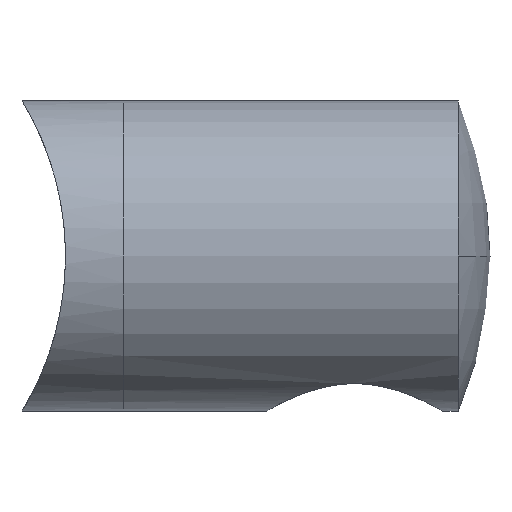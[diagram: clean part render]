
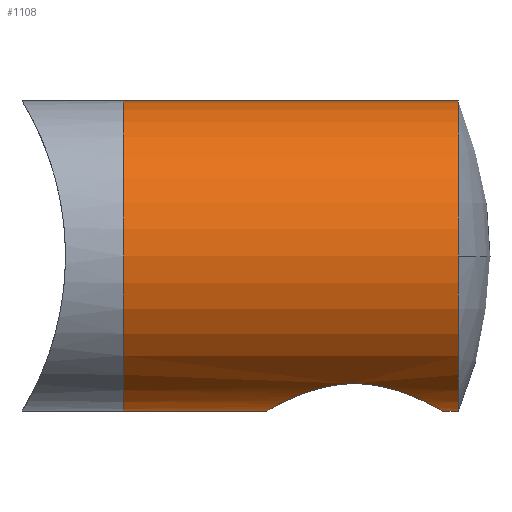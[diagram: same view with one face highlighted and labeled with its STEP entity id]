
A CAD part, front view. The second image highlights one B-rep face of the part: STEP entity #1108.
In plain terms, the highlighted cylindrical face has radius 11 mm (diameter 22 mm), a partial arc.
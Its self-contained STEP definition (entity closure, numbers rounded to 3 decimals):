
#29 = CARTESIAN_POINT ( 'NONE',  ( 20.449, -5.919, -9.274 ) ) ;
#32 = B_SPLINE_CURVE_WITH_KNOTS ( 'NONE', 3,
 ( #2431, #1025, #2525, #1255, #417, #2294, #573, #2286, #1214, #1267, #2092, #365, #2076, #798, #2305, #1654, #585, #1229, #172, #1079, #267, #1951, #29, #1113, #1738, #1969, #484, #2205, #2580, #1533, #2388, #281, #671, #1128, #71, #921, #897, #1556, #708, #1756 ),
 .UNSPECIFIED., .F., .F.,
 ( 4, 2, 2, 2, 2, 2, 2, 2, 2, 2, 2, 2, 2, 2, 2, 2, 2, 2, 2, 4 ),
 ( 0., 0.001, 0.002, 0.004, 0.005, 0.006, 0.006, 0.007, 0.009, 0.01, 0.011, 0.012, 0.013, 0.014, 0.015, 0.016, 0.017, 0.018, 0.019, 0.02 ),
 .UNSPECIFIED. ) ;
#71 = CARTESIAN_POINT ( 'NONE',  ( 24.311, -2.042, -10.811 ) ) ;
#75 = VECTOR ( 'NONE', #1270, 1000. ) ;
#172 = CARTESIAN_POINT ( 'NONE',  ( 17.975, -6.25, -9.052 ) ) ;
#267 = CARTESIAN_POINT ( 'NONE',  ( 19.236, -6.208, -9.082 ) ) ;
#281 = CARTESIAN_POINT ( 'NONE',  ( 23.808, -3.159, -10.542 ) ) ;
#296 = EDGE_CURVE ( 'NONE', #2103, #1992, #1632, .T. ) ;
#365 = CARTESIAN_POINT ( 'NONE',  ( 14.586, -4.955, -9.822 ) ) ;
#417 = CARTESIAN_POINT ( 'NONE',  ( 12.482, -2.052, -10.814 ) ) ;
#451 = CARTESIAN_POINT ( 'NONE',  ( 12.15, 0., -11. ) ) ;
#467 = CARTESIAN_POINT ( 'NONE',  ( 0., 0., -11. ) ) ;
#472 = ORIENTED_EDGE ( 'NONE', *, *, #1647, .F. ) ;
#484 = CARTESIAN_POINT ( 'NONE',  ( 21.724, -5.296, -9.642 ) ) ;
#547 = CARTESIAN_POINT ( 'NONE',  ( 0., 0., -11. ) ) ;
#562 = DIRECTION ( 'NONE',  ( 0., 0., 1. ) ) ;
#573 = CARTESIAN_POINT ( 'NONE',  ( 12.994, -3.162, -10.542 ) ) ;
#585 = CARTESIAN_POINT ( 'NONE',  ( 16.747, -6.042, -9.193 ) ) ;
#667 = CARTESIAN_POINT ( 'NONE',  ( 25.749, -11., 0. ) ) ;
#671 = CARTESIAN_POINT ( 'NONE',  ( 24., -2.805, -10.643 ) ) ;
#708 = CARTESIAN_POINT ( 'NONE',  ( 24.65, -0.423, -11. ) ) ;
#798 = CARTESIAN_POINT ( 'NONE',  ( 15.248, -5.412, -9.58 ) ) ;
#813 = EDGE_CURVE ( 'NONE', #1317, #1055, #2342, .T. ) ;
#824 = VECTOR ( 'NONE', #1683, 1000. ) ;
#891 = CARTESIAN_POINT ( 'NONE',  ( 24.65, 0., -11. ) ) ;
#897 = CARTESIAN_POINT ( 'NONE',  ( 24.484, -1.445, -10.907 ) ) ;
#901 = CARTESIAN_POINT ( 'NONE',  ( 2., 0., 11. ) ) ;
#902 = LINE ( 'NONE', #467, #75 ) ;
#921 = CARTESIAN_POINT ( 'NONE',  ( 24.433, -1.645, -10.878 ) ) ;
#952 = CARTESIAN_POINT ( 'NONE',  ( 2., 0., -11. ) ) ;
#981 = DIRECTION ( 'NONE',  ( 0., 0., 1. ) ) ;
#990 = EDGE_CURVE ( 'NONE', #1992, #1055, #1919, .T. ) ;
#1025 = CARTESIAN_POINT ( 'NONE',  ( 12.15, -0.423, -11. ) ) ;
#1044 = CARTESIAN_POINT ( 'NONE',  ( 0., 0., 11. ) ) ;
#1055 = VERTEX_POINT ( 'NONE', #901 ) ;
#1079 = CARTESIAN_POINT ( 'NONE',  ( 18.821, -6.25, -9.052 ) ) ;
#1108 = ADVANCED_FACE ( 'NONE', ( #1376 ), #2289, .T. ) ;
#1113 = CARTESIAN_POINT ( 'NONE',  ( 21.011, -5.682, -9.419 ) ) ;
#1116 = ORIENTED_EDGE ( 'NONE', *, *, #813, .F. ) ;
#1128 = CARTESIAN_POINT ( 'NONE',  ( 24.239, -2.238, -10.772 ) ) ;
#1164 = EDGE_CURVE ( 'NONE', #1908, #1317, #902, .T. ) ;
#1166 = CARTESIAN_POINT ( 'NONE',  ( 25.749, 0., 11. ) ) ;
#1181 = CARTESIAN_POINT ( 'NONE',  ( 2., 0., 0. ) ) ;
#1214 = CARTESIAN_POINT ( 'NONE',  ( 13.705, -4.144, -10.194 ) ) ;
#1229 = CARTESIAN_POINT ( 'NONE',  ( 17.56, -6.207, -9.082 ) ) ;
#1247 = ORIENTED_EDGE ( 'NONE', *, *, #1894, .T. ) ;
#1255 = CARTESIAN_POINT ( 'NONE',  ( 12.357, -1.65, -10.883 ) ) ;
#1266 = ORIENTED_EDGE ( 'NONE', *, *, #990, .T. ) ;
#1267 = CARTESIAN_POINT ( 'NONE',  ( 14.128, -4.567, -10.008 ) ) ;
#1270 = DIRECTION ( 'NONE',  ( -1., 0., 0. ) ) ;
#1288 = ORIENTED_EDGE ( 'NONE', *, *, #2360, .T. ) ;
#1317 = VERTEX_POINT ( 'NONE', #952 ) ;
#1332 = DIRECTION ( 'NONE',  ( 0., 0., 1. ) ) ;
#1336 = VERTEX_POINT ( 'NONE', #2669 ) ;
#1376 = FACE_OUTER_BOUND ( 'NONE', #1721, .T. ) ;
#1500 = VECTOR ( 'NONE', #2628, 1000. ) ;
#1533 = CARTESIAN_POINT ( 'NONE',  ( 23.099, -4.14, -10.196 ) ) ;
#1556 = CARTESIAN_POINT ( 'NONE',  ( 24.607, -0.837, -10.976 ) ) ;
#1632 = CIRCLE ( 'NONE', #2741, 11. ) ;
#1647 = EDGE_CURVE ( 'NONE', #1336, #1854, #2008, .T. ) ;
#1654 = CARTESIAN_POINT ( 'NONE',  ( 16.347, -5.917, -9.275 ) ) ;
#1683 = DIRECTION ( 'NONE',  ( -1., 0., 0. ) ) ;
#1717 = CARTESIAN_POINT ( 'NONE',  ( 25.749, 0., 0. ) ) ;
#1721 = EDGE_LOOP ( 'NONE', ( #472, #1247, #1832, #1266, #1116, #2508, #1288 ) ) ;
#1738 = CARTESIAN_POINT ( 'NONE',  ( 21.194, -5.594, -9.472 ) ) ;
#1756 = CARTESIAN_POINT ( 'NONE',  ( 24.65, 0., -11. ) ) ;
#1832 = ORIENTED_EDGE ( 'NONE', *, *, #296, .T. ) ;
#1835 = DIRECTION ( 'NONE',  ( -1., 0., 0. ) ) ;
#1854 = VERTEX_POINT ( 'NONE', #891 ) ;
#1894 = EDGE_CURVE ( 'NONE', #1336, #2103, #2134, .T. ) ;
#1908 = VERTEX_POINT ( 'NONE', #451 ) ;
#1919 = LINE ( 'NONE', #1044, #824 ) ;
#1951 = CARTESIAN_POINT ( 'NONE',  ( 20.049, -6.043, -9.192 ) ) ;
#1969 = CARTESIAN_POINT ( 'NONE',  ( 21.55, -5.402, -9.583 ) ) ;
#1976 = DIRECTION ( 'NONE',  ( -1., 0., 0. ) ) ;
#1992 = VERTEX_POINT ( 'NONE', #1166 ) ;
#1998 = AXIS2_PLACEMENT_3D ( 'NONE', #2381, #1976, #2200 ) ;
#2008 = LINE ( 'NONE', #547, #1500 ) ;
#2055 = DIRECTION ( 'NONE',  ( -1., 0., 0. ) ) ;
#2076 = CARTESIAN_POINT ( 'NONE',  ( 14.748, -5.076, -9.76 ) ) ;
#2092 = CARTESIAN_POINT ( 'NONE',  ( 14.276, -4.701, -9.946 ) ) ;
#2103 = VERTEX_POINT ( 'NONE', #667 ) ;
#2134 = CIRCLE ( 'NONE', #1998, 11. ) ;
#2192 = DIRECTION ( 'NONE',  ( -1., 0., 0. ) ) ;
#2200 = DIRECTION ( 'NONE',  ( 0., 0., 1. ) ) ;
#2205 = CARTESIAN_POINT ( 'NONE',  ( 22.226, -4.959, -9.822 ) ) ;
#2263 = CARTESIAN_POINT ( 'NONE',  ( 0., 0., 0. ) ) ;
#2286 = CARTESIAN_POINT ( 'NONE',  ( 13.448, -3.835, -10.316 ) ) ;
#2289 = CYLINDRICAL_SURFACE ( 'NONE', #2746, 11. ) ;
#2294 = CARTESIAN_POINT ( 'NONE',  ( 12.8, -2.806, -10.643 ) ) ;
#2305 = CARTESIAN_POINT ( 'NONE',  ( 15.601, -5.603, -9.468 ) ) ;
#2342 = CIRCLE ( 'NONE', #2743, 11. ) ;
#2360 = EDGE_CURVE ( 'NONE', #1908, #1854, #32, .T. ) ;
#2381 = CARTESIAN_POINT ( 'NONE',  ( 25.749, 0., 0. ) ) ;
#2388 = CARTESIAN_POINT ( 'NONE',  ( 23.358, -3.826, -10.319 ) ) ;
#2431 = CARTESIAN_POINT ( 'NONE',  ( 12.15, 0., -11. ) ) ;
#2508 = ORIENTED_EDGE ( 'NONE', *, *, #1164, .F. ) ;
#2525 = CARTESIAN_POINT ( 'NONE',  ( 12.192, -0.837, -10.976 ) ) ;
#2580 = CARTESIAN_POINT ( 'NONE',  ( 22.533, -4.705, -9.948 ) ) ;
#2628 = DIRECTION ( 'NONE',  ( -1., 0., 0. ) ) ;
#2669 = CARTESIAN_POINT ( 'NONE',  ( 25.749, 0., -11. ) ) ;
#2741 = AXIS2_PLACEMENT_3D ( 'NONE', #1717, #2192, #1332 ) ;
#2743 = AXIS2_PLACEMENT_3D ( 'NONE', #1181, #2055, #981 ) ;
#2746 = AXIS2_PLACEMENT_3D ( 'NONE', #2263, #1835, #562 ) ;
